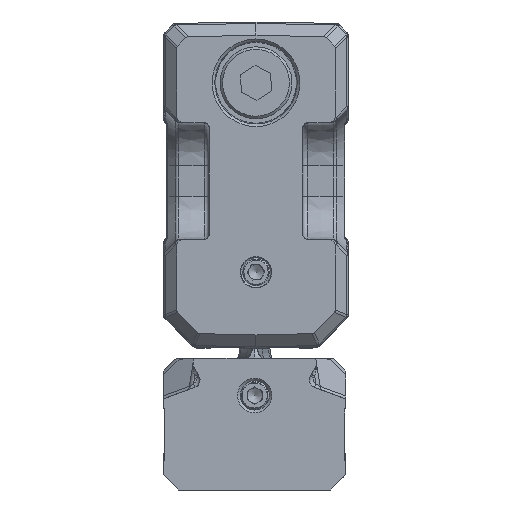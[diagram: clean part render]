
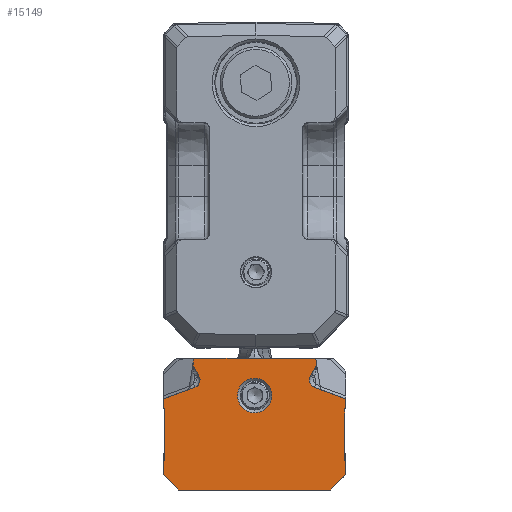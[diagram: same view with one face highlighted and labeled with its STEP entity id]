
A CAD part, front view. The second image highlights one B-rep face of the part: STEP entity #15149.
In plain terms, the highlighted planar face has unit normal (0, -1, 0).
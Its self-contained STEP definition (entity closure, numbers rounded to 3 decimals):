
#2771=FACE_BOUND('',#26107,.T.);
#2772=FACE_BOUND('',#26108,.T.);
#15149=ADVANCED_FACE('',(#2771,#2772),#18494,.F.);
#18494=PLANE('',#88210);
#26107=EDGE_LOOP('',(#51227,#51228,#51229,#51230,#51231,#51232,#51233,#51234,
#51235,#51236,#51237,#51238,#51239,#51240,#51241,#51242,#51243,#51244,#51245,
#51246,#51247,#51248));
#26108=EDGE_LOOP('',(#51249));
#30338=LINE('',#113962,#36898);
#30339=LINE('',#113964,#36899);
#30352=LINE('',#114000,#36912);
#30373=LINE('',#114062,#36933);
#30379=LINE('',#114084,#36939);
#30390=LINE('',#114112,#36950);
#30602=LINE('',#115181,#37162);
#30621=LINE('',#115342,#37181);
#30631=LINE('',#115366,#37191);
#31259=LINE('',#126988,#37892);
#31272=LINE('',#127017,#37905);
#31420=LINE('',#128698,#38053);
#31436=LINE('',#128782,#38069);
#31470=LINE('',#128939,#38103);
#31473=LINE('',#128945,#38106);
#31571=LINE('',#129612,#38204);
#31583=LINE('',#129642,#38216);
#31584=LINE('',#129645,#38217);
#36898=VECTOR('',#94546,1.);
#36899=VECTOR('',#94549,1.);
#36912=VECTOR('',#94576,1.);
#36933=VECTOR('',#94631,1.);
#36939=VECTOR('',#94651,1.);
#36950=VECTOR('',#94674,1.);
#37162=VECTOR('',#95616,1.);
#37181=VECTOR('',#95677,1.);
#37191=VECTOR('',#95697,1.);
#37892=VECTOR('',#98432,1.);
#37905=VECTOR('',#98459,1.);
#38053=VECTOR('',#98975,1.);
#38069=VECTOR('',#99057,1.);
#38103=VECTOR('',#99147,1.);
#38106=VECTOR('',#99154,1.);
#38204=VECTOR('',#99578,1.);
#38216=VECTOR('',#99626,1.);
#38217=VECTOR('',#99631,1.);
#51227=ORIENTED_EDGE('',*,*,#75180,.T.);
#51228=ORIENTED_EDGE('',*,*,#72275,.T.);
#51229=ORIENTED_EDGE('',*,*,#72276,.F.);
#51230=ORIENTED_EDGE('',*,*,#72294,.T.);
#51231=ORIENTED_EDGE('',*,*,#75179,.T.);
#51232=ORIENTED_EDGE('',*,*,#74928,.T.);
#51233=ORIENTED_EDGE('',*,*,#72862,.F.);
#51234=ORIENTED_EDGE('',*,*,#74995,.T.);
#51235=ORIENTED_EDGE('',*,*,#75167,.T.);
#51236=ORIENTED_EDGE('',*,*,#72349,.T.);
#51237=ORIENTED_EDGE('',*,*,#72335,.T.);
#51238=ORIENTED_EDGE('',*,*,#72324,.T.);
#51239=ORIENTED_EDGE('',*,*,#72849,.T.);
#51240=ORIENTED_EDGE('',*,*,#74998,.F.);
#51241=ORIENTED_EDGE('',*,*,#74646,.F.);
#51242=ORIENTED_EDGE('',*,*,#74648,.F.);
#51243=ORIENTED_EDGE('',*,*,#75057,.F.);
#51244=ORIENTED_EDGE('',*,*,#72800,.T.);
#51245=ORIENTED_EDGE('',*,*,#75059,.T.);
#51246=ORIENTED_EDGE('',*,*,#74953,.T.);
#51247=ORIENTED_EDGE('',*,*,#74952,.T.);
#51248=ORIENTED_EDGE('',*,*,#74633,.T.);
#51249=ORIENTED_EDGE('',*,*,#72576,.T.);
#65057=VERTEX_POINT('',#113959);
#65058=VERTEX_POINT('',#113961);
#65059=VERTEX_POINT('',#113965);
#65074=VERTEX_POINT('',#113999);
#65095=VERTEX_POINT('',#114056);
#65098=VERTEX_POINT('',#114061);
#65108=VERTEX_POINT('',#114085);
#65117=VERTEX_POINT('',#114109);
#65303=VERTEX_POINT('',#114673);
#65481=VERTEX_POINT('',#115180);
#65482=VERTEX_POINT('',#115182);
#65528=VERTEX_POINT('',#115341);
#65537=VERTEX_POINT('',#115365);
#65538=VERTEX_POINT('',#115367);
#66663=VERTEX_POINT('',#126987);
#66664=VERTEX_POINT('',#126989);
#66670=VERTEX_POINT('',#127010);
#66671=VERTEX_POINT('',#127012);
#66672=VERTEX_POINT('',#127016);
#66790=VERTEX_POINT('',#128696);
#66801=VERTEX_POINT('',#128779);
#66802=VERTEX_POINT('',#128783);
#66816=VERTEX_POINT('',#128938);
#72275=EDGE_CURVE('',#65057,#65058,#30338,.T.);
#72276=EDGE_CURVE('',#65059,#65058,#30339,.T.);
#72294=EDGE_CURVE('',#65059,#65074,#30352,.T.);
#72324=EDGE_CURVE('',#65095,#65098,#30373,.T.);
#72335=EDGE_CURVE('',#65108,#65095,#30379,.T.);
#72349=EDGE_CURVE('',#65117,#65108,#30390,.T.);
#72576=EDGE_CURVE('',#65303,#65303,#82141,.T.);
#72800=EDGE_CURVE('',#65482,#65481,#30602,.T.);
#72849=EDGE_CURVE('',#65098,#65528,#30621,.T.);
#72862=EDGE_CURVE('',#65537,#65538,#30631,.T.);
#74633=EDGE_CURVE('',#66664,#66663,#31259,.T.);
#74646=EDGE_CURVE('',#66671,#66670,#82701,.T.);
#74648=EDGE_CURVE('',#66672,#66671,#31272,.T.);
#74928=EDGE_CURVE('',#66790,#65538,#31420,.T.);
#74952=EDGE_CURVE('',#66801,#66664,#82735,.T.);
#74953=EDGE_CURVE('',#66802,#66801,#31436,.T.);
#74995=EDGE_CURVE('',#65537,#66816,#31470,.T.);
#74998=EDGE_CURVE('',#66670,#65528,#31473,.T.);
#75057=EDGE_CURVE('',#65482,#66672,#82751,.T.);
#75059=EDGE_CURVE('',#65481,#66802,#82752,.T.);
#75167=EDGE_CURVE('',#66816,#65117,#31571,.T.);
#75179=EDGE_CURVE('',#65074,#66790,#31583,.T.);
#75180=EDGE_CURVE('',#66663,#65057,#31584,.T.);
#82141=CIRCLE('',#86552,1.7);
#82701=CIRCLE('',#87777,0.8);
#82735=CIRCLE('',#87994,0.8);
#82751=CIRCLE('',#88086,0.8);
#82752=CIRCLE('',#88090,0.8);
#86552=AXIS2_PLACEMENT_3D('',#114672,#95151,#95152);
#87777=AXIS2_PLACEMENT_3D('',#127013,#98454,#98455);
#87994=AXIS2_PLACEMENT_3D('',#128780,#99053,#99054);
#88086=AXIS2_PLACEMENT_3D('',#129262,#99298,#99299);
#88090=AXIS2_PLACEMENT_3D('',#129267,#99307,#99308);
#88210=AXIS2_PLACEMENT_3D('',#129647,#99634,#99635);
#94546=DIRECTION('',(1.,0.,0.));
#94549=DIRECTION('',(0.,0.,1.));
#94576=DIRECTION('',(-1.,0.,0.));
#94631=DIRECTION('',(1.,0.,0.));
#94651=DIRECTION('',(0.,0.,1.));
#94674=DIRECTION('',(-1.,0.,0.));
#95151=DIRECTION('',(0.,1.,0.));
#95152=DIRECTION('',(-1.,0.,0.));
#95616=DIRECTION('',(-1.,0.,0.));
#95677=DIRECTION('',(0.,0.,1.));
#95697=DIRECTION('',(-1.,0.,0.));
#98432=DIRECTION('',(-0.94,0.,-0.342));
#98454=DIRECTION('',(0.,-1.,0.));
#98455=DIRECTION('',(-1.,0.,0.));
#98459=DIRECTION('',(-0.5,0.,-0.866));
#98975=DIRECTION('',(0.707,0.,-0.707));
#99053=DIRECTION('',(0.,1.,0.));
#99054=DIRECTION('',(-1.,0.,0.));
#99057=DIRECTION('',(0.5,0.,-0.866));
#99147=DIRECTION('',(0.707,0.,0.707));
#99154=DIRECTION('',(0.94,0.,-0.342));
#99298=DIRECTION('',(0.,1.,0.));
#99299=DIRECTION('',(-1.,0.,0.));
#99307=DIRECTION('',(0.,-1.,0.));
#99308=DIRECTION('',(-1.,0.,0.));
#99578=DIRECTION('',(0.,0.,1.));
#99626=DIRECTION('',(0.,0.,-1.));
#99631=DIRECTION('',(0.,0.,-1.));
#99634=DIRECTION('',(0.,1.,0.));
#99635=DIRECTION('',(0.,0.,1.));
#113959=CARTESIAN_POINT('',(-9.,52.5,-38.2));
#113961=CARTESIAN_POINT('',(-8.885,52.5,-38.2));
#113962=CARTESIAN_POINT('',(0.,52.5,-38.2));
#113964=CARTESIAN_POINT('',(-8.885,52.5,-46.2));
#113965=CARTESIAN_POINT('',(-8.885,52.5,-43.285));
#113999=CARTESIAN_POINT('',(-9.,52.5,-43.285));
#114000=CARTESIAN_POINT('',(0.,52.5,-43.285));
#114056=CARTESIAN_POINT('',(8.885,52.5,-38.2));
#114061=CARTESIAN_POINT('',(9.,52.5,-38.2));
#114062=CARTESIAN_POINT('',(0.,52.5,-38.2));
#114084=CARTESIAN_POINT('',(8.885,52.5,-46.2));
#114085=CARTESIAN_POINT('',(8.885,52.5,-43.285));
#114109=CARTESIAN_POINT('',(9.,52.5,-43.285));
#114112=CARTESIAN_POINT('',(0.,52.5,-43.285));
#114672=CARTESIAN_POINT('',(0.,52.5,-36.874));
#114673=CARTESIAN_POINT('',(-1.7,52.5,-36.874));
#115180=CARTESIAN_POINT('',(-5.922,52.5,-33.2));
#115181=CARTESIAN_POINT('',(0.,52.5,-33.2));
#115182=CARTESIAN_POINT('',(5.922,52.5,-33.2));
#115341=CARTESIAN_POINT('',(9.,52.5,-37.2));
#115342=CARTESIAN_POINT('',(9.,52.5,-46.2));
#115365=CARTESIAN_POINT('',(7.5,52.5,-46.2));
#115366=CARTESIAN_POINT('',(0.,52.5,-46.2));
#115367=CARTESIAN_POINT('',(-7.5,52.5,-46.2));
#126987=CARTESIAN_POINT('',(-9.,52.5,-37.2));
#126988=CARTESIAN_POINT('',(-3.945,52.5,-35.36));
#126989=CARTESIAN_POINT('',(-5.922,52.5,-36.08));
#127010=CARTESIAN_POINT('',(5.922,52.5,-36.08));
#127012=CARTESIAN_POINT('',(5.502,52.5,-34.928));
#127013=CARTESIAN_POINT('',(6.195,52.5,-35.328));
#127016=CARTESIAN_POINT('',(5.985,52.5,-34.092));
#127017=CARTESIAN_POINT('',(-0.754,52.5,-45.765));
#128696=CARTESIAN_POINT('',(-9.,52.5,-44.7));
#128698=CARTESIAN_POINT('',(-3.75,52.5,-49.95));
#128779=CARTESIAN_POINT('',(-5.502,52.5,-34.928));
#128780=CARTESIAN_POINT('',(-6.195,52.5,-35.328));
#128782=CARTESIAN_POINT('',(0.754,52.5,-45.765));
#128783=CARTESIAN_POINT('',(-5.985,52.5,-34.092));
#128938=CARTESIAN_POINT('',(9.,52.5,-44.7));
#128939=CARTESIAN_POINT('',(3.75,52.5,-49.95));
#128945=CARTESIAN_POINT('',(3.945,52.5,-35.36));
#129262=CARTESIAN_POINT('',(5.292,52.5,-33.692));
#129267=CARTESIAN_POINT('',(-5.292,52.5,-33.692));
#129612=CARTESIAN_POINT('',(9.,52.5,-46.2));
#129642=CARTESIAN_POINT('',(-9.,52.5,-46.2));
#129645=CARTESIAN_POINT('',(-9.,52.5,-46.2));
#129647=CARTESIAN_POINT('',(0.,52.5,-46.2));
